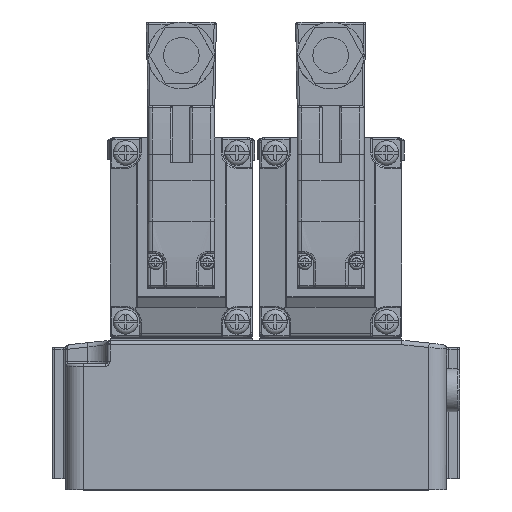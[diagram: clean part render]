
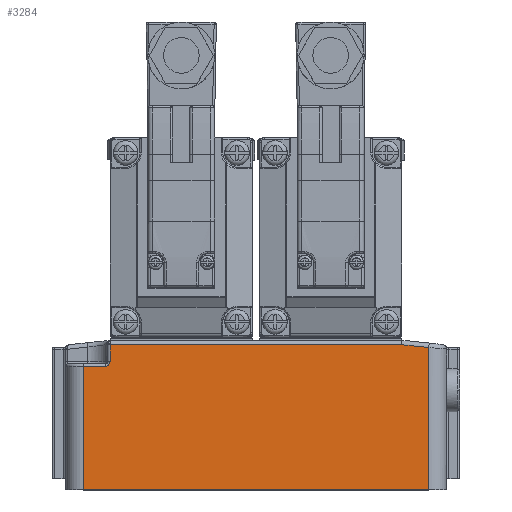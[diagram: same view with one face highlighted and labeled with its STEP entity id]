
A CAD part, top view. The second image highlights one B-rep face of the part: STEP entity #3284.
In plain terms, the highlighted planar face has unit normal (0, 0, 1).
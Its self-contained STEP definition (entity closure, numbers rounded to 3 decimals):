
#77 = EDGE_LOOP ( 'NONE', ( #5943, #28997, #16369, #9593, #26159, #7845, #6108, #33139 ) ) ;
#1298 = CARTESIAN_POINT ( 'NONE',  ( -33.75, 27.7, 28.5 ) ) ;
#2666 = DIRECTION ( 'NONE',  ( 0., -1., 0. ) ) ;
#2889 = CARTESIAN_POINT ( 'NONE',  ( -38.75, 0., 28.5 ) ) ;
#3035 = DIRECTION ( 'NONE',  ( 1., 0., 0. ) ) ;
#3089 = DIRECTION ( 'NONE',  ( 0., 0., 1. ) ) ;
#3133 = CARTESIAN_POINT ( 'NONE',  ( -33.75, 28.7, 28.5 ) ) ;
#3146 = LINE ( 'NONE', #37426, #18727 ) ;
#3211 = LINE ( 'NONE', #2889, #10408 ) ;
#3284 = ADVANCED_FACE ( 'NONE', ( #39283 ), #12980, .T. ) ;
#4082 = CARTESIAN_POINT ( 'NONE',  ( -32.75, 32.5, 28.5 ) ) ;
#4887 = VECTOR ( 'NONE', #35573, 1000. ) ;
#4994 = LINE ( 'NONE', #13952, #20619 ) ;
#5433 = CARTESIAN_POINT ( 'NONE',  ( 38.75, 31.864, 28.5 ) ) ;
#5943 = ORIENTED_EDGE ( 'NONE', *, *, #19212, .T. ) ;
#6108 = ORIENTED_EDGE ( 'NONE', *, *, #16136, .T. ) ;
#6429 = VECTOR ( 'NONE', #27130, 1000. ) ;
#6451 = DIRECTION ( 'NONE',  ( -0.995, 0.105, 0. ) ) ;
#6737 = VERTEX_POINT ( 'NONE', #5433 ) ;
#7845 = ORIENTED_EDGE ( 'NONE', *, *, #14698, .T. ) ;
#8172 = CIRCLE ( 'NONE', #25302, 1. ) ;
#9390 = VERTEX_POINT ( 'NONE', #28254 ) ;
#9593 = ORIENTED_EDGE ( 'NONE', *, *, #17096, .T. ) ;
#10408 = VECTOR ( 'NONE', #2666, 1000. ) ;
#12043 = CARTESIAN_POINT ( 'NONE',  ( 38.75, 0., 28.5 ) ) ;
#12310 = VERTEX_POINT ( 'NONE', #16670 ) ;
#12980 = PLANE ( 'NONE',  #21599 ) ;
#13952 = CARTESIAN_POINT ( 'NONE',  ( -32.75, 28.2, 28.5 ) ) ;
#14108 = DIRECTION ( 'NONE',  ( 0., 1., 0. ) ) ;
#14339 = CARTESIAN_POINT ( 'NONE',  ( 38.75, 32.449, 28.5 ) ) ;
#14508 = CARTESIAN_POINT ( 'NONE',  ( -38.75, 0., 28.5 ) ) ;
#14698 = EDGE_CURVE ( 'NONE', #16079, #23770, #3146, .T. ) ;
#15485 = VECTOR ( 'NONE', #6451, 1000. ) ;
#16079 = VERTEX_POINT ( 'NONE', #14508 ) ;
#16136 = EDGE_CURVE ( 'NONE', #23770, #6737, #33191, .T. ) ;
#16369 = ORIENTED_EDGE ( 'NONE', *, *, #18056, .F. ) ;
#16453 = EDGE_CURVE ( 'NONE', #9390, #16079, #3211, .T. ) ;
#16670 = CARTESIAN_POINT ( 'NONE',  ( 32.698, 32.5, 28.5 ) ) ;
#17094 = VECTOR ( 'NONE', #14108, 1000. ) ;
#17096 = EDGE_CURVE ( 'NONE', #33041, #9390, #30931, .T. ) ;
#18056 = EDGE_CURVE ( 'NONE', #33041, #22492, #8172, .T. ) ;
#18727 = VECTOR ( 'NONE', #37391, 1000. ) ;
#18776 = EDGE_CURVE ( 'NONE', #21887, #22492, #4994, .T. ) ;
#19212 = EDGE_CURVE ( 'NONE', #12310, #21887, #29477, .T. ) ;
#19823 = EDGE_CURVE ( 'NONE', #6737, #12310, #23750, .T. ) ;
#20619 = VECTOR ( 'NONE', #34982, 1000. ) ;
#21599 = AXIS2_PLACEMENT_3D ( 'NONE', #31963, #32366, #32288 ) ;
#21887 = VERTEX_POINT ( 'NONE', #4082 ) ;
#21967 = CARTESIAN_POINT ( 'NONE',  ( 32.645, 32.505, 28.5 ) ) ;
#22492 = VERTEX_POINT ( 'NONE', #25072 ) ;
#23750 = LINE ( 'NONE', #21967, #15485 ) ;
#23770 = VERTEX_POINT ( 'NONE', #12043 ) ;
#25072 = CARTESIAN_POINT ( 'NONE',  ( -32.75, 28.7, 28.5 ) ) ;
#25302 = AXIS2_PLACEMENT_3D ( 'NONE', #3133, #3089, #3035 ) ;
#26159 = ORIENTED_EDGE ( 'NONE', *, *, #16453, .T. ) ;
#27130 = DIRECTION ( 'NONE',  ( -1., 0., 0. ) ) ;
#27618 = CARTESIAN_POINT ( 'NONE',  ( -38.75, 27.7, 28.5 ) ) ;
#28254 = CARTESIAN_POINT ( 'NONE',  ( -38.75, 27.7, 28.5 ) ) ;
#28997 = ORIENTED_EDGE ( 'NONE', *, *, #18776, .T. ) ;
#29477 = LINE ( 'NONE', #32632, #4887 ) ;
#30931 = LINE ( 'NONE', #27618, #6429 ) ;
#31963 = CARTESIAN_POINT ( 'NONE',  ( 0., 0., 28.5 ) ) ;
#32288 = DIRECTION ( 'NONE',  ( 1., 0., 0. ) ) ;
#32366 = DIRECTION ( 'NONE',  ( 0., 0., 1. ) ) ;
#32632 = CARTESIAN_POINT ( 'NONE',  ( -32.75, 32.5, 28.5 ) ) ;
#33041 = VERTEX_POINT ( 'NONE', #1298 ) ;
#33139 = ORIENTED_EDGE ( 'NONE', *, *, #19823, .T. ) ;
#33191 = LINE ( 'NONE', #14339, #17094 ) ;
#34982 = DIRECTION ( 'NONE',  ( 0., -1., 0. ) ) ;
#35573 = DIRECTION ( 'NONE',  ( -1., 0., 0. ) ) ;
#37391 = DIRECTION ( 'NONE',  ( 1., 0., 0. ) ) ;
#37426 = CARTESIAN_POINT ( 'NONE',  ( -42.75, 0., 28.5 ) ) ;
#39283 = FACE_OUTER_BOUND ( 'NONE', #77, .T. ) ;
